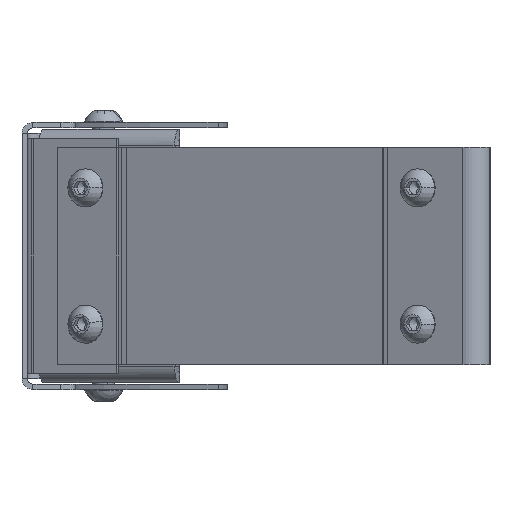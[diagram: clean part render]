
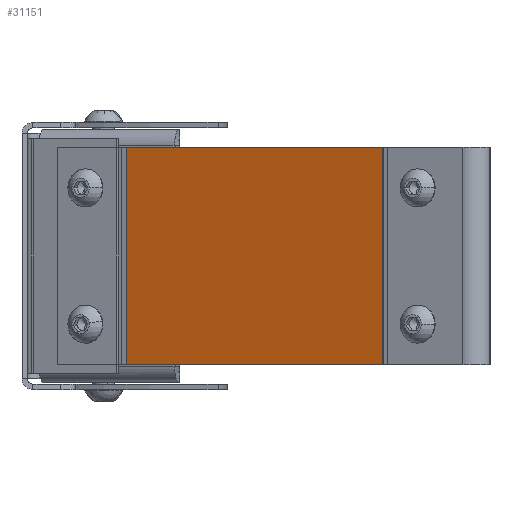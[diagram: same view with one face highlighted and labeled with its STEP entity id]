
A CAD part, left-side view. The second image highlights one B-rep face of the part: STEP entity #31151.
In plain terms, the highlighted planar face has unit normal (-0.906, 0.423, 0).
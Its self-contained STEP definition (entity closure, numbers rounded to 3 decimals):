
#507 = CIRCLE ( 'NONE', #6489, 4.25 ) ;
#962 = ORIENTED_EDGE ( 'NONE', *, *, #50810, .T. ) ;
#1131 = CARTESIAN_POINT ( 'NONE',  ( 17.839, 147.345, -29.25 ) ) ;
#1896 = CARTESIAN_POINT ( 'NONE',  ( 17.839, 147.345, -25. ) ) ;
#2345 = CARTESIAN_POINT ( 'NONE',  ( 17.839, 147.345, -25. ) ) ;
#2507 = PLANE ( 'NONE',  #49972 ) ;
#2709 = ORIENTED_EDGE ( 'NONE', *, *, #8365, .T. ) ;
#3942 = CARTESIAN_POINT ( 'NONE',  ( -39.215, 24.993, -25. ) ) ;
#4489 = CARTESIAN_POINT ( 'NONE',  ( 17.839, 147.345, -20.75 ) ) ;
#4723 = DIRECTION ( 'NONE',  ( 0.906, -0.423, 0. ) ) ;
#5229 = DIRECTION ( 'NONE',  ( 0., 0., -1. ) ) ;
#6489 = AXIS2_PLACEMENT_3D ( 'NONE', #42577, #4723, #38325 ) ;
#6742 = EDGE_CURVE ( 'NONE', #9291, #29072, #43145, .T. ) ;
#6863 = DIRECTION ( 'NONE',  ( 0.906, -0.423, 0. ) ) ;
#7866 = CARTESIAN_POINT ( 'NONE',  ( -39.215, 24.993, -29.25 ) ) ;
#8048 = CIRCLE ( 'NONE', #29543, 4.25 ) ;
#8323 = ORIENTED_EDGE ( 'NONE', *, *, #33505, .T. ) ;
#8365 = EDGE_CURVE ( 'NONE', #25023, #12704, #36501, .T. ) ;
#8571 = DIRECTION ( 'NONE',  ( 0., 0., -1. ) ) ;
#9291 = VERTEX_POINT ( 'NONE', #38625 ) ;
#9367 = DIRECTION ( 'NONE',  ( 0.906, -0.423, 0. ) ) ;
#9694 = DIRECTION ( 'NONE',  ( 0.906, -0.423, 0. ) ) ;
#10575 = DIRECTION ( 'NONE',  ( 0.906, -0.423, 0. ) ) ;
#10662 = ORIENTED_EDGE ( 'NONE', *, *, #6742, .F. ) ;
#12704 = VERTEX_POINT ( 'NONE', #52028 ) ;
#14064 = DIRECTION ( 'NONE',  ( 0., 0., -1. ) ) ;
#14403 = EDGE_CURVE ( 'NONE', #53302, #26124, #28194, .T. ) ;
#15307 = DIRECTION ( 'NONE',  ( 0.906, -0.423, 0. ) ) ;
#15977 = CIRCLE ( 'NONE', #24463, 4.25 ) ;
#16151 = FACE_BOUND ( 'NONE', #36635, .T. ) ;
#17049 = VERTEX_POINT ( 'NONE', #38115 ) ;
#17343 = ORIENTED_EDGE ( 'NONE', *, *, #45688, .T. ) ;
#17512 = CARTESIAN_POINT ( 'NONE',  ( -44.497, 13.664, 40. ) ) ;
#18560 = CIRCLE ( 'NONE', #35814, 4.25 ) ;
#18893 = EDGE_CURVE ( 'NONE', #39277, #50565, #15977, .T. ) ;
#19005 = CARTESIAN_POINT ( 'NONE',  ( 17.839, 147.345, 29.25 ) ) ;
#19857 = EDGE_CURVE ( 'NONE', #42046, #39908, #34564, .T. ) ;
#20735 = FACE_BOUND ( 'NONE', #30800, .T. ) ;
#20985 = DIRECTION ( 'NONE',  ( 0., 0., -1. ) ) ;
#22073 = VECTOR ( 'NONE', #5229, 1000. ) ;
#22610 = ORIENTED_EDGE ( 'NONE', *, *, #32300, .F. ) ;
#22776 = CARTESIAN_POINT ( 'NONE',  ( -44.497, 13.664, 40. ) ) ;
#23124 = EDGE_CURVE ( 'NONE', #17049, #42660, #8048, .T. ) ;
#23550 = AXIS2_PLACEMENT_3D ( 'NONE', #3942, #29416, #20985 ) ;
#24010 = CIRCLE ( 'NONE', #23550, 4.25 ) ;
#24463 = AXIS2_PLACEMENT_3D ( 'NONE', #33333, #49897, #50075 ) ;
#24470 = DIRECTION ( 'NONE',  ( 0., 0., 1. ) ) ;
#24520 = ORIENTED_EDGE ( 'NONE', *, *, #29327, .F. ) ;
#25023 = VERTEX_POINT ( 'NONE', #44024 ) ;
#26084 = EDGE_LOOP ( 'NONE', ( #8323, #49766 ) ) ;
#26124 = VERTEX_POINT ( 'NONE', #43974 ) ;
#26177 = VECTOR ( 'NONE', #24470, 1000. ) ;
#28194 = LINE ( 'NONE', #41057, #26177 ) ;
#28674 = CARTESIAN_POINT ( 'NONE',  ( 23.122, 158.674, -40. ) ) ;
#29072 = VERTEX_POINT ( 'NONE', #31271 ) ;
#29327 = EDGE_CURVE ( 'NONE', #29072, #53302, #38557, .T. ) ;
#29416 = DIRECTION ( 'NONE',  ( 0.906, -0.423, 0. ) ) ;
#29543 = AXIS2_PLACEMENT_3D ( 'NONE', #30263, #9367, #14064 ) ;
#29839 = CARTESIAN_POINT ( 'NONE',  ( 23.122, 158.674, 40. ) ) ;
#30263 = CARTESIAN_POINT ( 'NONE',  ( 17.839, 147.345, 25. ) ) ;
#30800 = EDGE_LOOP ( 'NONE', ( #33855, #17343 ) ) ;
#31151 = ADVANCED_FACE ( 'NONE', ( #16151, #33229, #37173, #20735, #51628 ), #2507, .F. ) ;
#31271 = CARTESIAN_POINT ( 'NONE',  ( -44.497, 13.664, -40. ) ) ;
#32300 = EDGE_CURVE ( 'NONE', #26124, #9291, #37079, .T. ) ;
#33229 = FACE_BOUND ( 'NONE', #26084, .T. ) ;
#33333 = CARTESIAN_POINT ( 'NONE',  ( -39.215, 24.993, -25. ) ) ;
#33505 = EDGE_CURVE ( 'NONE', #39908, #42046, #44884, .T. ) ;
#33855 = ORIENTED_EDGE ( 'NONE', *, *, #18893, .T. ) ;
#34564 = CIRCLE ( 'NONE', #41808, 4.25 ) ;
#35814 = AXIS2_PLACEMENT_3D ( 'NONE', #51218, #9694, #51578 ) ;
#35873 = DIRECTION ( 'NONE',  ( 0., 0., -1. ) ) ;
#36501 = CIRCLE ( 'NONE', #51939, 4.25 ) ;
#36635 = EDGE_LOOP ( 'NONE', ( #37904, #962 ) ) ;
#37079 = LINE ( 'NONE', #29839, #54185 ) ;
#37173 = FACE_BOUND ( 'NONE', #52446, .T. ) ;
#37220 = EDGE_LOOP ( 'NONE', ( #22610, #53962, #24520, #10662 ) ) ;
#37904 = ORIENTED_EDGE ( 'NONE', *, *, #23124, .T. ) ;
#38062 = CARTESIAN_POINT ( 'NONE',  ( 23.122, 158.674, -40. ) ) ;
#38115 = CARTESIAN_POINT ( 'NONE',  ( 17.839, 147.345, 20.75 ) ) ;
#38325 = DIRECTION ( 'NONE',  ( 0., 0., -1. ) ) ;
#38557 = LINE ( 'NONE', #28674, #45786 ) ;
#38625 = CARTESIAN_POINT ( 'NONE',  ( -44.497, 13.664, 40. ) ) ;
#38892 = EDGE_CURVE ( 'NONE', #12704, #25023, #18560, .T. ) ;
#39277 = VERTEX_POINT ( 'NONE', #7866 ) ;
#39908 = VERTEX_POINT ( 'NONE', #1131 ) ;
#41057 = CARTESIAN_POINT ( 'NONE',  ( 23.122, 158.674, 40. ) ) ;
#41286 = ORIENTED_EDGE ( 'NONE', *, *, #38892, .T. ) ;
#41581 = AXIS2_PLACEMENT_3D ( 'NONE', #2345, #15307, #48969 ) ;
#41808 = AXIS2_PLACEMENT_3D ( 'NONE', #1896, #10575, #50058 ) ;
#42046 = VERTEX_POINT ( 'NONE', #4489 ) ;
#42155 = CARTESIAN_POINT ( 'NONE',  ( -39.215, 24.993, 25. ) ) ;
#42335 = DIRECTION ( 'NONE',  ( 0.906, -0.423, 0. ) ) ;
#42577 = CARTESIAN_POINT ( 'NONE',  ( 17.839, 147.345, 25. ) ) ;
#42660 = VERTEX_POINT ( 'NONE', #19005 ) ;
#43145 = LINE ( 'NONE', #17512, #22073 ) ;
#43974 = CARTESIAN_POINT ( 'NONE',  ( 23.122, 158.674, 40. ) ) ;
#44024 = CARTESIAN_POINT ( 'NONE',  ( -39.215, 24.993, 29.25 ) ) ;
#44884 = CIRCLE ( 'NONE', #41581, 4.25 ) ;
#45688 = EDGE_CURVE ( 'NONE', #50565, #39277, #24010, .T. ) ;
#45786 = VECTOR ( 'NONE', #54069, 1000. ) ;
#48969 = DIRECTION ( 'NONE',  ( 0., 0., -1. ) ) ;
#49409 = CARTESIAN_POINT ( 'NONE',  ( -39.215, 24.993, -20.75 ) ) ;
#49766 = ORIENTED_EDGE ( 'NONE', *, *, #19857, .T. ) ;
#49897 = DIRECTION ( 'NONE',  ( 0.906, -0.423, 0. ) ) ;
#49972 = AXIS2_PLACEMENT_3D ( 'NONE', #22776, #6863, #35873 ) ;
#50058 = DIRECTION ( 'NONE',  ( 0., 0., -1. ) ) ;
#50075 = DIRECTION ( 'NONE',  ( 0., 0., -1. ) ) ;
#50565 = VERTEX_POINT ( 'NONE', #49409 ) ;
#50810 = EDGE_CURVE ( 'NONE', #42660, #17049, #507, .T. ) ;
#51013 = DIRECTION ( 'NONE',  ( -0.423, -0.906, 0. ) ) ;
#51218 = CARTESIAN_POINT ( 'NONE',  ( -39.215, 24.993, 25. ) ) ;
#51578 = DIRECTION ( 'NONE',  ( 0., 0., -1. ) ) ;
#51628 = FACE_OUTER_BOUND ( 'NONE', #37220, .T. ) ;
#51939 = AXIS2_PLACEMENT_3D ( 'NONE', #42155, #42335, #8571 ) ;
#52028 = CARTESIAN_POINT ( 'NONE',  ( -39.215, 24.993, 20.75 ) ) ;
#52446 = EDGE_LOOP ( 'NONE', ( #41286, #2709 ) ) ;
#53302 = VERTEX_POINT ( 'NONE', #38062 ) ;
#53962 = ORIENTED_EDGE ( 'NONE', *, *, #14403, .F. ) ;
#54069 = DIRECTION ( 'NONE',  ( 0.423, 0.906, 0. ) ) ;
#54185 = VECTOR ( 'NONE', #51013, 1000. ) ;
